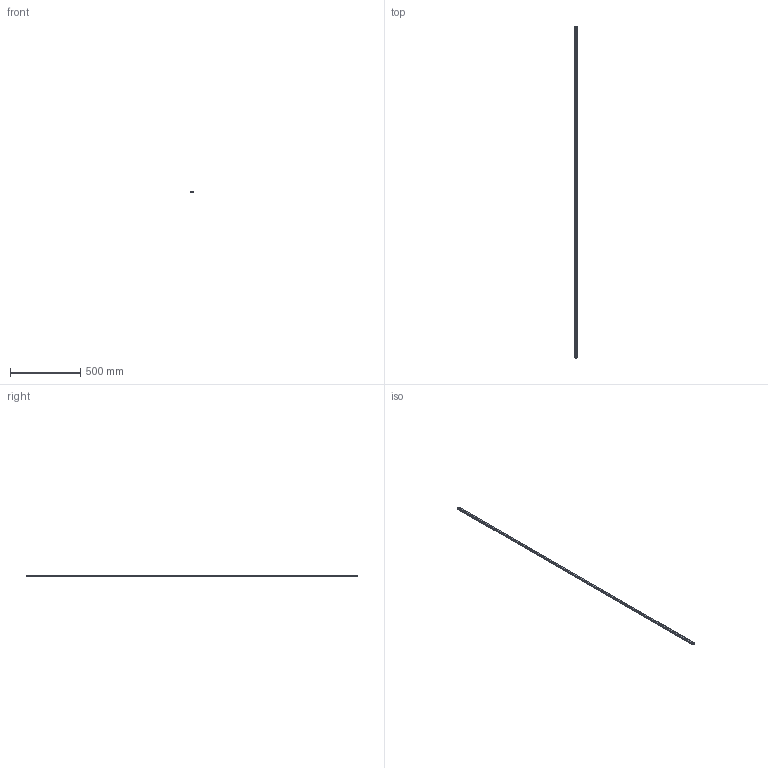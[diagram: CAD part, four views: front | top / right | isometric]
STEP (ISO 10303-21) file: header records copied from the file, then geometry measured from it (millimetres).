
FILE_DESCRIPTION(('STEP AP214'),'1');
FILE_NAME('cctmp_A393697F-539D-40AC-AC5F-2A1F6078DEB0_2021_02_02_12_30_00_0116..stp','2021-02-02T11:30:00',('HIWIN GmbH'),('CADClick - www.CADClick.com'),'Spatial InterOp 3D',' ','unknown authorization');
FILE_SCHEMA(('AUTOMOTIVE_DESIGN'));
Length unit declared in the file: millimetre
Products named in the file (1): EGR15U2370C_FILE
Bounding box: 15 x 2370 x 12.5 mm (x, y, z)
Volume: 377382.3 mm3; surface area: 144522.2 mm2
Topology: 1 solids, 1 shells, 503 faces, 1251 edges, 834 vertices
Faces by surface type: cylinder 258, plane 245
Entity records: 19349 total; most frequent: DIRECTION 2935, CARTESIAN_POINT 2589, ORIENTED_EDGE 2502, EDGE_CURVE 1251, AXIS2_PLACEMENT_3D 1180, VERTEX_POINT 834, EDGE_LOOP 587, LINE 575
